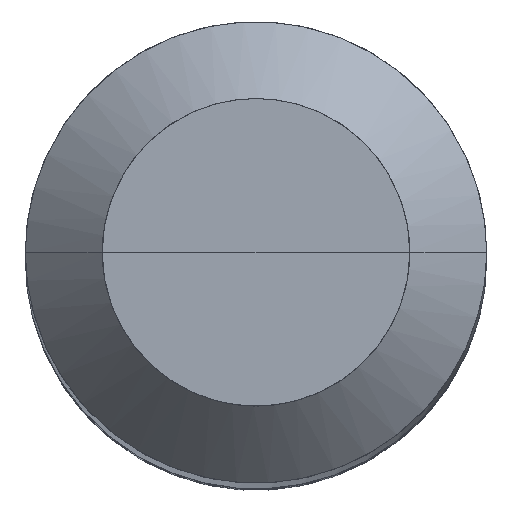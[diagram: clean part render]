
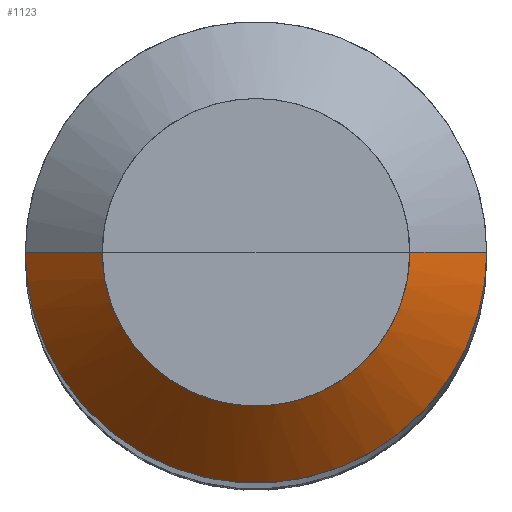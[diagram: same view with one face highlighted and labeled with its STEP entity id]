
A CAD part, top view. The second image highlights one B-rep face of the part: STEP entity #1123.
In plain terms, the highlighted free-form (B-spline) face has degree [1, 2] with [2, 5] control points.
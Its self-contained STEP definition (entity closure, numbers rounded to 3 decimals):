
#651=CARTESIAN_POINT('',(3.0,0.0,39.0));
#655=CARTESIAN_POINT('',(-3.0,0.0,39.0));
#656=CARTESIAN_POINT('',(2.0,0.0,40.0));
#660=CARTESIAN_POINT('',(-2.0,0.0,40.0));
#674=CARTESIAN_POINT('',(-3.0,-3.0,39.0));
#675=CARTESIAN_POINT('',(0.0,-3.0,39.0));
#676=CARTESIAN_POINT('',(3.0,-3.0,39.0));
#677=CARTESIAN_POINT('',(-2.0,-2.0,40.0));
#678=CARTESIAN_POINT('',(0.0,-2.0,40.0));
#679=CARTESIAN_POINT('',(2.0,-2.0,40.0));
#1104=(
BOUNDED_SURFACE()
B_SPLINE_SURFACE(1,2,(
(#655,#674,#675,#676,#651),
(#660,#677,#678,#679,#656)
), .UNSPECIFIED.,.F.,.F.,.F.)
B_SPLINE_SURFACE_WITH_KNOTS((2,2),(3,2,3),(
0.0,1.0),(
0.0,0.5,1.0), .UNSPECIFIED.)
GEOMETRIC_REPRESENTATION_ITEM()
RATIONAL_B_SPLINE_SURFACE(((1.0,0.707,1.0,0.707,1.0),
(1.0,0.707,1.0,0.707,1.0)
))
REPRESENTATION_ITEM('')
SURFACE()
);
#1105=(
BOUNDED_CURVE()
B_SPLINE_CURVE(2,(#651,#676,#675,#674,#655),.UNSPECIFIED.,.F.,.F.)
B_SPLINE_CURVE_WITH_KNOTS((3,2,3),
(0.0,0.5,1.0),.UNSPECIFIED.)
CURVE()
GEOMETRIC_REPRESENTATION_ITEM()
RATIONAL_B_SPLINE_CURVE((1.0,0.707,1.0,0.707,1.0))
REPRESENTATION_ITEM('')
);
#1106=(
BOUNDED_CURVE()
B_SPLINE_CURVE(1,(#655,#660),.UNSPECIFIED.,.F.,.F.)
B_SPLINE_CURVE_WITH_KNOTS((2,2),
(0.0,1.0),.UNSPECIFIED.)
CURVE()
GEOMETRIC_REPRESENTATION_ITEM()
RATIONAL_B_SPLINE_CURVE((1.0,1.0))
REPRESENTATION_ITEM('')
);
#1107=(
BOUNDED_CURVE()
B_SPLINE_CURVE(2,(#660,#677,#678,#679,#656),.UNSPECIFIED.,.F.,.F.)
B_SPLINE_CURVE_WITH_KNOTS((3,2,3),
(0.0,0.5,1.0),.UNSPECIFIED.)
CURVE()
GEOMETRIC_REPRESENTATION_ITEM()
RATIONAL_B_SPLINE_CURVE((1.0,0.707,1.0,0.707,1.0))
REPRESENTATION_ITEM('')
);
#1108=(
BOUNDED_CURVE()
B_SPLINE_CURVE(1,(#656,#651),.UNSPECIFIED.,.F.,.F.)
B_SPLINE_CURVE_WITH_KNOTS((2,2),
(0.0,1.0),.UNSPECIFIED.)
CURVE()
GEOMETRIC_REPRESENTATION_ITEM()
RATIONAL_B_SPLINE_CURVE((1.0,1.0))
REPRESENTATION_ITEM('')
);
#1109=VERTEX_POINT('',#651);
#1110=VERTEX_POINT('',#655);
#1111=VERTEX_POINT('',#656);
#1112=VERTEX_POINT('',#660);
#1113=EDGE_CURVE('',#1109,#1110,#1105,.T.);
#1114=EDGE_CURVE('',#1110,#1112,#1106,.T.);
#1115=EDGE_CURVE('',#1112,#1111,#1107,.T.);
#1116=EDGE_CURVE('',#1111,#1109,#1108,.T.);
#1117=ORIENTED_EDGE('',*,*,#1113,.T.);
#1118=ORIENTED_EDGE('',*,*,#1114,.T.);
#1119=ORIENTED_EDGE('',*,*,#1115,.T.);
#1120=ORIENTED_EDGE('',*,*,#1116,.T.);
#1121=EDGE_LOOP('',(#1117,#1118,#1119,#1120));
#1122=FACE_OUTER_BOUND('',#1121,.T.);
#1123=ADVANCED_FACE('',(#1122),#1104,.T.);
